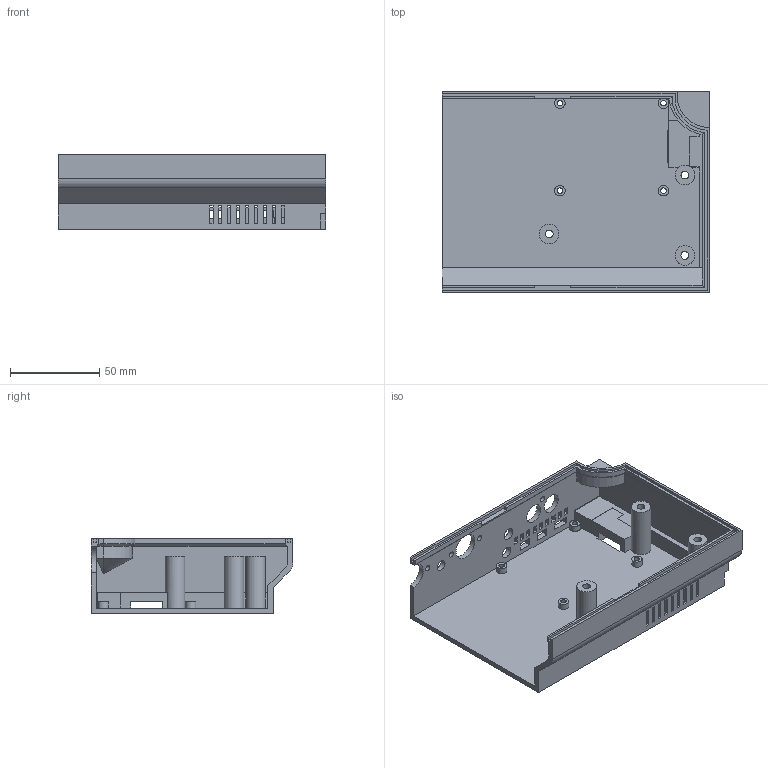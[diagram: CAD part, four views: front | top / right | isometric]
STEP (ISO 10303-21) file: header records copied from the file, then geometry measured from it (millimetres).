
FILE_DESCRIPTION(('FreeCAD Model'),'2;1');
FILE_NAME('Open CASCADE Shape Model','2024-04-20T00:51:05',(''),(''), 'Open CASCADE STEP processor 7.6','FreeCAD','Unknown');
FILE_SCHEMA(('AUTOMOTIVE_DESIGN { 1 0 10303 214 1 1 1 1 }'));
Length unit declared in the file: millimetre
Products named in the file (1): BottomRight Body
Bounding box: 149.95 x 113 x 42 mm (x, y, z)
Volume: 103157.7 mm3; surface area: 72606.1 mm2
Topology: 1 solids, 1 shells, 214 faces, 599 edges, 389 vertices
Faces by surface type: plane 172, cylinder 36, cone 3, bspline 3
Full cylindrical faces by diameter (mm): 3.1 x8, 3.2 x4, 4.4 x3, 5.9 x4, 6 x1, 6.5 x1, 6.7 x1, 11 x5, 15 x1
Entity records: 7198 total; most frequent: CARTESIAN_POINT 1487, ORIENTED_EDGE 1196, DIRECTION 1087, EDGE_CURVE 598, LINE 511, VECTOR 511, VERTEX_POINT 389, FACE_BOUND 295
